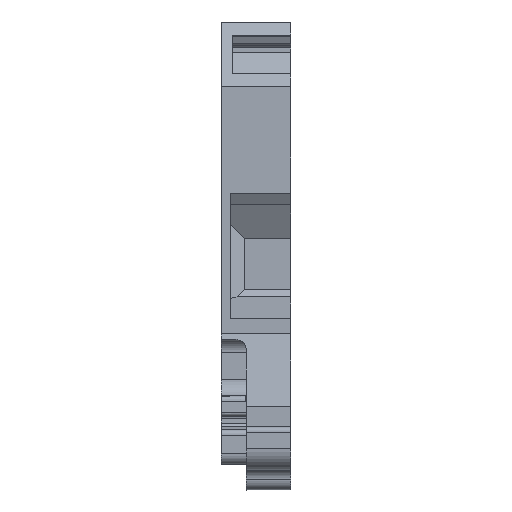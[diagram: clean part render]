
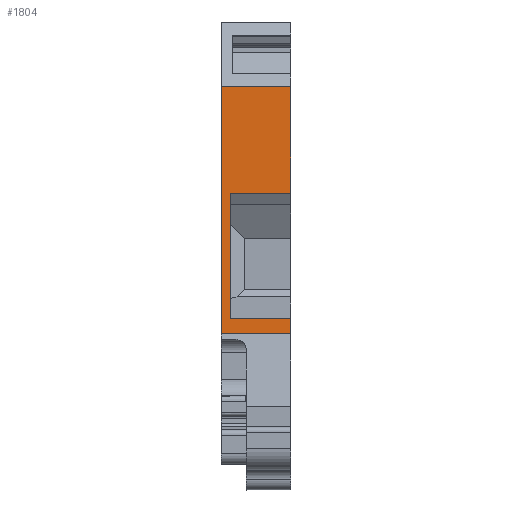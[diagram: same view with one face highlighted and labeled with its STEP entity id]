
A CAD part, front view. The second image highlights one B-rep face of the part: STEP entity #1804.
In plain terms, the highlighted planar face has unit normal (0, -1, 0).
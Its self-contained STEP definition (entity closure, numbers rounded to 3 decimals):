
#1761=AXIS2_PLACEMENT_3D('Plane Axis2P3D',#1758,#1759,#1760) ;
#356=CARTESIAN_POINT('Vertex',(6.4,4.599,37.35)) ;
#359=CARTESIAN_POINT('Line Origine',(6.4,4.599,32.425)) ;
#363=CARTESIAN_POINT('Vertex',(6.4,4.599,27.5)) ;
#412=CARTESIAN_POINT('Vertex',(6.4,4.599,15.9)) ;
#415=CARTESIAN_POINT('Line Origine',(6.4,4.599,15.184)) ;
#419=CARTESIAN_POINT('Vertex',(6.4,4.599,14.468)) ;
#1432=CARTESIAN_POINT('Vertex',(0.,4.599,37.35)) ;
#1435=CARTESIAN_POINT('Line Origine',(3.2,4.599,37.35)) ;
#1758=CARTESIAN_POINT('Axis2P3D Location',(6.4,4.599,14.468)) ;
#1763=CARTESIAN_POINT('Line Origine',(3.2,4.599,14.468)) ;
#1767=CARTESIAN_POINT('Vertex',(0.,4.599,14.468)) ;
#1770=CARTESIAN_POINT('Line Origine',(3.6,4.599,15.9)) ;
#1774=CARTESIAN_POINT('Vertex',(0.8,4.599,15.9)) ;
#1777=CARTESIAN_POINT('Line Origine',(0.8,4.599,21.7)) ;
#1781=CARTESIAN_POINT('Vertex',(0.8,4.599,27.5)) ;
#1784=CARTESIAN_POINT('Line Origine',(3.6,4.599,27.5)) ;
#1789=CARTESIAN_POINT('Line Origine',(0.,4.599,25.909)) ;
#360=DIRECTION('Vector Direction',(0.,0.,1.)) ;
#416=DIRECTION('Vector Direction',(0.,0.,1.)) ;
#1436=DIRECTION('Vector Direction',(1.,0.,0.)) ;
#1759=DIRECTION('Axis2P3D Direction',(0.,1.,0.)) ;
#1760=DIRECTION('Axis2P3D XDirection',(0.,0.,1.)) ;
#1764=DIRECTION('Vector Direction',(1.,0.,0.)) ;
#1771=DIRECTION('Vector Direction',(1.,0.,0.)) ;
#1778=DIRECTION('Vector Direction',(0.,0.,1.)) ;
#1785=DIRECTION('Vector Direction',(1.,0.,0.)) ;
#1790=DIRECTION('Vector Direction',(0.,0.,1.)) ;
#361=VECTOR('Line Direction',#360,1.) ;
#417=VECTOR('Line Direction',#416,1.) ;
#1437=VECTOR('Line Direction',#1436,1.) ;
#1765=VECTOR('Line Direction',#1764,1.) ;
#1772=VECTOR('Line Direction',#1771,1.) ;
#1779=VECTOR('Line Direction',#1778,1.) ;
#1786=VECTOR('Line Direction',#1785,1.) ;
#1791=VECTOR('Line Direction',#1790,1.) ;
#1795=ORIENTED_EDGE('',*,*,#1769,.T.) ;
#1796=ORIENTED_EDGE('',*,*,#421,.T.) ;
#1797=ORIENTED_EDGE('',*,*,#1776,.F.) ;
#1798=ORIENTED_EDGE('',*,*,#1783,.T.) ;
#1799=ORIENTED_EDGE('',*,*,#1788,.T.) ;
#1800=ORIENTED_EDGE('',*,*,#365,.T.) ;
#1801=ORIENTED_EDGE('',*,*,#1439,.F.) ;
#1802=ORIENTED_EDGE('',*,*,#1793,.F.) ;
#1804=ADVANCED_FACE('KLTR',(#1803),#1762,.F.) ;
#365=EDGE_CURVE('',#364,#357,#362,.T.) ;
#421=EDGE_CURVE('',#420,#413,#418,.T.) ;
#1439=EDGE_CURVE('',#1433,#357,#1438,.T.) ;
#1769=EDGE_CURVE('',#1768,#420,#1766,.T.) ;
#1776=EDGE_CURVE('',#1775,#413,#1773,.T.) ;
#1783=EDGE_CURVE('',#1775,#1782,#1780,.T.) ;
#1788=EDGE_CURVE('',#1782,#364,#1787,.T.) ;
#1793=EDGE_CURVE('',#1768,#1433,#1792,.T.) ;
#1794=EDGE_LOOP('',(#1795,#1796,#1797,#1798,#1799,#1800,#1801,#1802)) ;
#1803=FACE_OUTER_BOUND('',#1794,.T.) ;
#362=LINE('Line',#359,#361) ;
#418=LINE('Line',#415,#417) ;
#1438=LINE('Line',#1435,#1437) ;
#1766=LINE('Line',#1763,#1765) ;
#1773=LINE('Line',#1770,#1772) ;
#1780=LINE('Line',#1777,#1779) ;
#1787=LINE('Line',#1784,#1786) ;
#1792=LINE('Line',#1789,#1791) ;
#1762=PLANE('',#1761) ;
#357=VERTEX_POINT('',#356) ;
#364=VERTEX_POINT('',#363) ;
#413=VERTEX_POINT('',#412) ;
#420=VERTEX_POINT('',#419) ;
#1433=VERTEX_POINT('',#1432) ;
#1768=VERTEX_POINT('',#1767) ;
#1775=VERTEX_POINT('',#1774) ;
#1782=VERTEX_POINT('',#1781) ;
